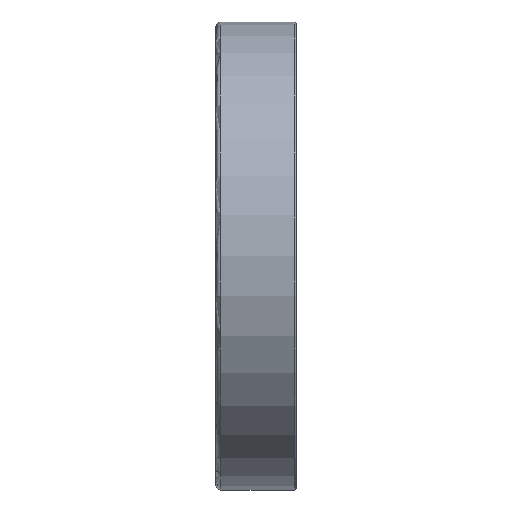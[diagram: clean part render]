
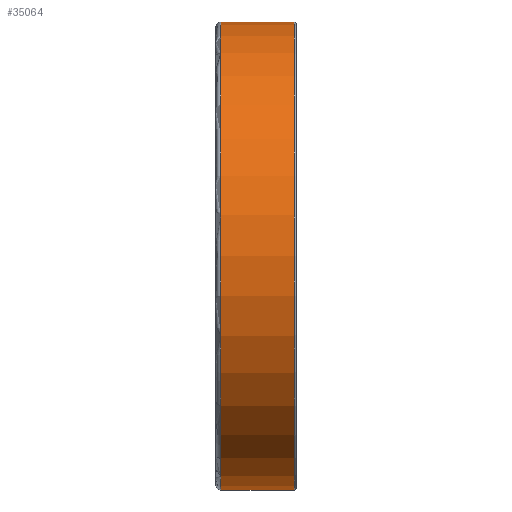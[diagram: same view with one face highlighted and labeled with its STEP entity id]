
A CAD part, top view. The second image highlights one B-rep face of the part: STEP entity #35064.
In plain terms, the highlighted cylindrical face has radius 70 mm (diameter 140 mm), a partial arc.
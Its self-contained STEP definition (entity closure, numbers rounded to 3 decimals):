
#24521=DIRECTION('',(-1.,0.,0.));
#24522=VECTOR('',#24521,21.9);
#24523=CARTESIAN_POINT('',(11.4,70.,0.));
#24524=LINE('',#24523,#24522);
#24528=DIRECTION('',(-1.,0.,0.));
#24529=VECTOR('',#24528,21.9);
#24530=CARTESIAN_POINT('',(11.4,-70.,0.));
#24531=LINE('',#24530,#24529);
#24543=CARTESIAN_POINT('',(11.4,0.,0.));
#24544=DIRECTION('',(1.,0.,0.));
#24545=DIRECTION('',(0.,1.,0.));
#24546=AXIS2_PLACEMENT_3D('',#24543,#24544,#24545);
#24551=CARTESIAN_POINT('',(-10.5,0.,0.));
#24552=DIRECTION('',(1.,0.,0.));
#24553=DIRECTION('',(0.,1.,0.));
#24554=AXIS2_PLACEMENT_3D('',#24551,#24552,#24553);
#31788=CARTESIAN_POINT('',(11.4,70.,0.));
#31789=CARTESIAN_POINT('',(-10.5,70.,0.));
#31790=VERTEX_POINT('',#31788);
#31791=VERTEX_POINT('',#31789);
#31800=CARTESIAN_POINT('',(11.4,-70.,0.));
#31801=CARTESIAN_POINT('',(-10.5,-70.,0.));
#31802=VERTEX_POINT('',#31800);
#31803=VERTEX_POINT('',#31801);
#35052=CARTESIAN_POINT('',(-13.2,0.,0.));
#35053=DIRECTION('',(1.,0.,0.));
#35054=DIRECTION('',(0.,-1.,0.));
#35055=AXIS2_PLACEMENT_3D('',#35052,#35053,#35054);
#35056=CYLINDRICAL_SURFACE('',#35055,70.);
#35057=ORIENTED_EDGE('',*,*,#35042,.F.);
#35058=ORIENTED_EDGE('',*,*,#35019,.T.);
#35059=ORIENTED_EDGE('',*,*,#35046,.T.);
#35061=ORIENTED_EDGE('',*,*,#35060,.F.);
#35062=EDGE_LOOP('',(#35057,#35058,#35059,#35061));
#35063=FACE_OUTER_BOUND('',#35062,.F.);
#24547=CIRCLE('',#24546,70.);
#24555=CIRCLE('',#24554,70.);
#35019=EDGE_CURVE('',#31790,#31802,#24547,.T.);
#35042=EDGE_CURVE('',#31790,#31791,#24524,.T.);
#35046=EDGE_CURVE('',#31802,#31803,#24531,.T.);
#35060=EDGE_CURVE('',#31791,#31803,#24555,.T.);
#35064=ADVANCED_FACE('',(#35063),#35056,.T.);
